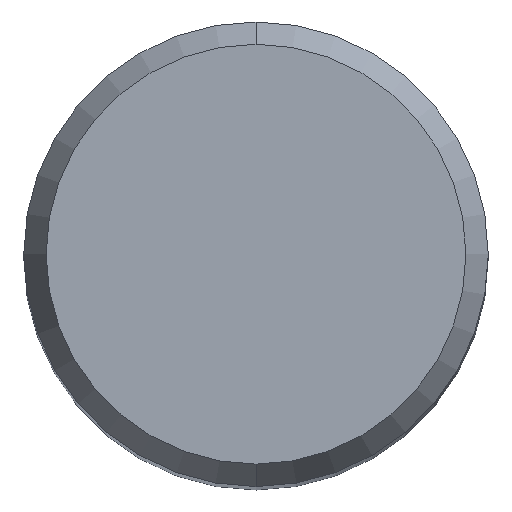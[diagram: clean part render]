
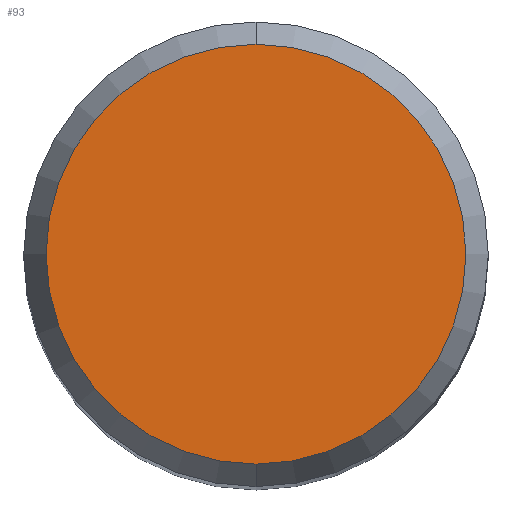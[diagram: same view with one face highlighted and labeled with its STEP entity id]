
A CAD part, top view. The second image highlights one B-rep face of the part: STEP entity #93.
In plain terms, the highlighted planar face has unit normal (0, 0, 1).
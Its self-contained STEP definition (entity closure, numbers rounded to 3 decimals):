
#93=ADVANCED_FACE('',(#220),#221,.T.);
#115=EDGE_CURVE('',#123,#133,#247,.T.);
#123=VERTEX_POINT('',#255);
#133=VERTEX_POINT('',#268);
#153=EDGE_CURVE('',#133,#123,#289,.T.);
#220=FACE_OUTER_BOUND('',#354,.T.);
#221=PLANE('',#355);
#247=CIRCLE('',#388,4.304);
#255=CARTESIAN_POINT('',(0.0,4.304,0.01));
#268=CARTESIAN_POINT('',(0.,-4.304,0.01));
#289=CIRCLE('',#446,4.304);
#354=EDGE_LOOP('',(#509,#510));
#355=AXIS2_PLACEMENT_3D('',#511,#512,#513);
#388=AXIS2_PLACEMENT_3D('',#550,#551,#552);
#446=AXIS2_PLACEMENT_3D('',#603,#604,#605);
#509=ORIENTED_EDGE('',*,*,#115,.F.);
#510=ORIENTED_EDGE('',*,*,#153,.F.);
#511=CARTESIAN_POINT('',(0.0,2.152,0.01));
#512=DIRECTION('',(-0.0,0.0,1.0));
#513=DIRECTION('',(0.0,-1.0,0.0));
#550=CARTESIAN_POINT('',(0.0,0.0,0.01));
#551=DIRECTION('',(0.0,0.0,-1.0));
#552=DIRECTION('',(0.0,1.0,0.0));
#603=CARTESIAN_POINT('',(0.0,0.0,0.01));
#604=DIRECTION('',(0.0,0.0,-1.0));
#605=DIRECTION('',(0.0,1.0,0.0));
